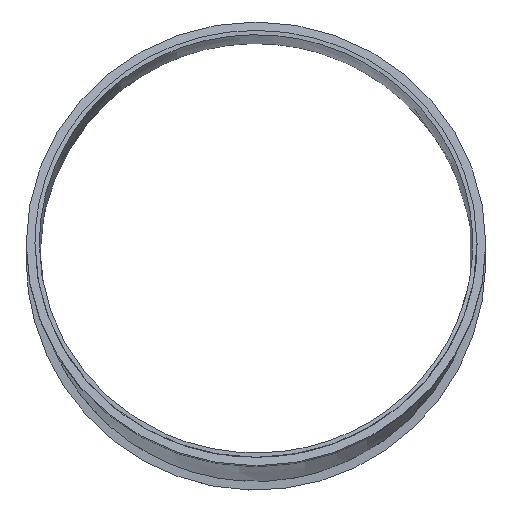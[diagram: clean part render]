
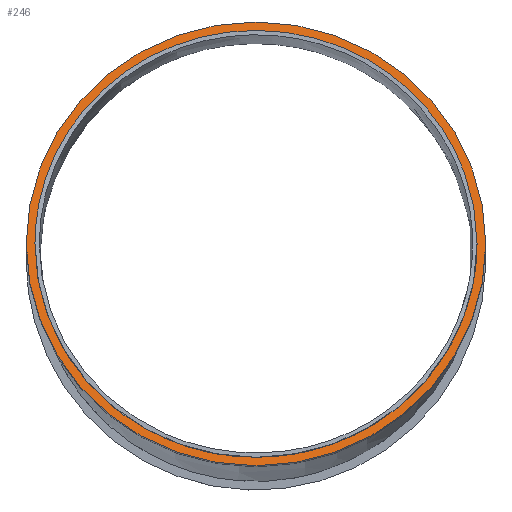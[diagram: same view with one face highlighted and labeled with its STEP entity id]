
A CAD part, top view. The second image highlights one B-rep face of the part: STEP entity #246.
In plain terms, the highlighted planar face has unit normal (0, 0.259, 0.966).
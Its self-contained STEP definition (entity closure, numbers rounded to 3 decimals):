
#73=CARTESIAN_POINT('',(-152.0,11.18,84.924));
#74=VERTEX_POINT('',#73);
#84=CARTESIAN_POINT('',(152.0,11.18,84.924));
#85=VERTEX_POINT('',#84);
#128=CARTESIAN_POINT('',(-158.0,11.18,84.924));
#129=VERTEX_POINT('',#128);
#130=CARTESIAN_POINT('',(0.0,11.18,84.924));
#131=DIRECTION('',(0.0,0.259,0.966));
#132=DIRECTION('',(1.0,0.0,0.0));
#133=AXIS2_PLACEMENT_3D('',#130,#131,#132);
#134=CIRCLE('',#133,158.0);
#135=EDGE_CURVE('',#129,#129,#134,.T.);
#186=CARTESIAN_POINT('',(0.0,11.18,84.924));
#187=DIRECTION('',(0.0,0.259,0.966));
#188=DIRECTION('',(1.0,0.0,0.0));
#189=AXIS2_PLACEMENT_3D('',#186,#187,#188);
#190=PLANE('',#189);
#191=ORIENTED_EDGE('',*,*,#135,.T.);
#192=EDGE_LOOP('',(#191));
#193=FACE_OUTER_BOUND('',#192,.T.);
#194=CARTESIAN_POINT('',(151.998,11.181,84.924));
#195=CARTESIAN_POINT('',(151.998,12.053,84.69));
#196=CARTESIAN_POINT('',(151.99,12.926,84.456));
#197=CARTESIAN_POINT('',(151.599,34.237,78.746));
#198=CARTESIAN_POINT('',(146.855,52.8,73.772));
#199=CARTESIAN_POINT('',(132.12,86.249,64.809));
#200=CARTESIAN_POINT('',(120.907,102.187,60.539));
#201=CARTESIAN_POINT('',(93.875,127.989,53.625));
#202=CARTESIAN_POINT('',(77.442,139.201,50.621));
#203=CARTESIAN_POINT('',(39.283,154.294,46.576));
#204=CARTESIAN_POINT('',(19.741,158.001,45.583));
#205=CARTESIAN_POINT('',(-19.741,158.001,45.583));
#206=CARTESIAN_POINT('',(-39.279,154.296,46.576));
#207=CARTESIAN_POINT('',(-76.043,139.753,50.473));
#208=CARTESIAN_POINT('',(-92.739,129.079,53.333));
#209=CARTESIAN_POINT('',(-121.015,102.072,60.569));
#210=CARTESIAN_POINT('',(-132.243,86.066,64.858));
#211=CARTESIAN_POINT('',(-147.56,51.099,74.228));
#212=CARTESIAN_POINT('',(-151.629,32.558,79.196));
#213=CARTESIAN_POINT('',(-151.992,12.926,84.456));
#214=CARTESIAN_POINT('',(-152.,12.053,84.69));
#215=CARTESIAN_POINT('',(-152.,11.18,84.924));
#216=B_SPLINE_CURVE_WITH_KNOTS('',3,(#194,#195,#196,#197,#198,#199,#200,#201,#202,#203,#204,#205,#206,#207,#208,#209,#210,#211,#212,#213,#214,#215),.UNSPECIFIED.,.F.,.U.,(4,2,2,2,2,2,2,2,2,2,4),(-49.431,-49.163,-42.893,-35.964,-29.56,-23.643,-17.727,-11.776,-5.827,0.0,0.271),.UNSPECIFIED.);
#217=EDGE_CURVE('',#85,#74,#216,.T.);
#218=ORIENTED_EDGE('',*,*,#217,.F.);
#219=CARTESIAN_POINT('',(-152.,11.18,84.924));
#220=CARTESIAN_POINT('',(-152.,10.307,85.158));
#221=CARTESIAN_POINT('',(-151.992,9.435,85.392));
#222=CARTESIAN_POINT('',(-151.625,-10.363,90.696));
#223=CARTESIAN_POINT('',(-147.485,-29.071,95.709));
#224=CARTESIAN_POINT('',(-131.994,-64.108,105.097));
#225=CARTESIAN_POINT('',(-120.712,-80.071,109.374));
#226=CARTESIAN_POINT('',(-91.334,-107.989,116.855));
#227=CARTESIAN_POINT('',(-74.296,-118.065,119.555));
#228=CARTESIAN_POINT('',(-40.534,-131.464,123.145));
#229=CARTESIAN_POINT('',(-20.991,-135.645,124.265));
#230=CARTESIAN_POINT('',(19.794,-135.636,124.263));
#231=CARTESIAN_POINT('',(39.382,-131.915,123.266));
#232=CARTESIAN_POINT('',(77.601,-116.756,119.204));
#233=CARTESIAN_POINT('',(94.014,-105.518,116.193));
#234=CARTESIAN_POINT('',(120.991,-79.721,109.281));
#235=CARTESIAN_POINT('',(132.199,-63.764,105.005));
#236=CARTESIAN_POINT('',(146.986,-30.094,95.983));
#237=CARTESIAN_POINT('',(151.602,-11.616,91.032));
#238=CARTESIAN_POINT('',(151.99,9.435,85.392));
#239=CARTESIAN_POINT('',(151.998,10.308,85.158));
#240=CARTESIAN_POINT('',(151.998,11.18,84.924));
#241=B_SPLINE_CURVE_WITH_KNOTS('',3,(#219,#220,#221,#222,#223,#224,#225,#226,#227,#228,#229,#230,#231,#232,#233,#234,#235,#236,#237,#238,#239,#240),.UNSPECIFIED.,.F.,.U.,(4,2,2,2,2,2,2,2,2,2,4),(-0.271,0.0,5.879,11.82,18.238,24.916,31.214,38.02,45.398,52.156,52.448),.UNSPECIFIED.);
#242=EDGE_CURVE('',#74,#85,#241,.T.);
#243=ORIENTED_EDGE('',*,*,#242,.F.);
#244=EDGE_LOOP('',(#218,#243));
#245=FACE_BOUND('',#244,.T.);
#246=ADVANCED_FACE('',(#193,#245),#190,.T.);
